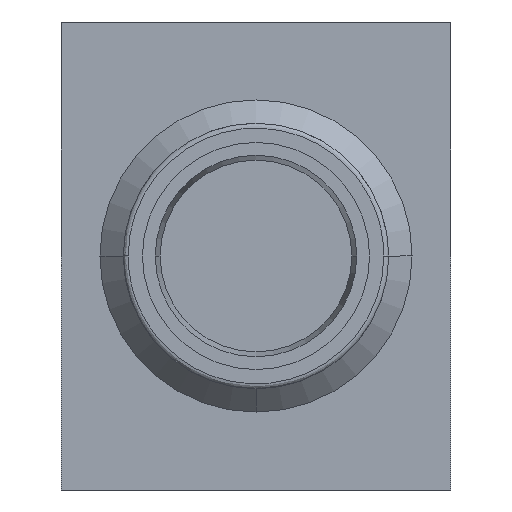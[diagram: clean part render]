
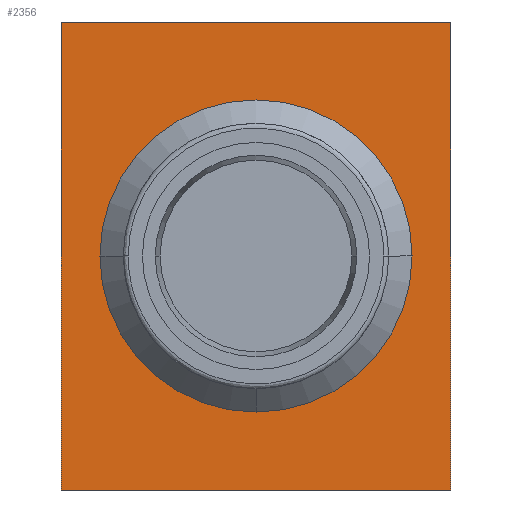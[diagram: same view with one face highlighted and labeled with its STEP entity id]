
A CAD part, left-side view. The second image highlights one B-rep face of the part: STEP entity #2356.
In plain terms, the highlighted planar face has unit normal (-1, 0, 0).
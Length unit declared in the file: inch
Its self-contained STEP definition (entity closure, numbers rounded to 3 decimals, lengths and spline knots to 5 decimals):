
#19 = EDGE_CURVE ( 'NONE', #909, #51, #3023, .T. ) ;
#21 = CARTESIAN_POINT ( 'NONE',  ( 47.60623, -29.68828, 0. ) ) ;
#51 = VERTEX_POINT ( 'NONE', #1082 ) ;
#233 = ORIENTED_EDGE ( 'NONE', *, *, #847, .T. ) ;
#252 = VERTEX_POINT ( 'NONE', #2291 ) ;
#295 = LINE ( 'NONE', #792, #1018 ) ;
#337 = VECTOR ( 'NONE', #2651, 39.37008 ) ;
#392 = EDGE_CURVE ( 'NONE', #252, #909, #1670, .T. ) ;
#433 = CARTESIAN_POINT ( 'NONE',  ( 47.60623, 0., 0. ) ) ;
#488 = DIRECTION ( 'NONE',  ( 0., 0., -1. ) ) ;
#738 = DIRECTION ( 'NONE',  ( 0., 1., 0. ) ) ;
#792 = CARTESIAN_POINT ( 'NONE',  ( 47.60623, 0., -0.1874 ) ) ;
#847 = EDGE_CURVE ( 'NONE', #1977, #252, #295, .T. ) ;
#877 = EDGE_LOOP ( 'NONE', ( #1708, #233, #2107, #2087 ) ) ;
#909 = VERTEX_POINT ( 'NONE', #1239 ) ;
#952 = CARTESIAN_POINT ( 'NONE',  ( 47.60623, -29.53238, -0.1874 ) ) ;
#961 = CARTESIAN_POINT ( 'NONE',  ( 47.60623, -29.79458, 0. ) ) ;
#968 = AXIS2_PLACEMENT_3D ( 'NONE', #433, #1391, #1141 ) ;
#980 = VERTEX_POINT ( 'NONE', #1079 ) ;
#1018 = VECTOR ( 'NONE', #2211, 39.37008 ) ;
#1079 = CARTESIAN_POINT ( 'NONE',  ( 47.60623, -29.58198, 0. ) ) ;
#1082 = CARTESIAN_POINT ( 'NONE',  ( 47.60623, -29.53238, 0.1874 ) ) ;
#1141 = DIRECTION ( 'NONE',  ( 0., -1., 0. ) ) ;
#1178 = FACE_BOUND ( 'NONE', #3108, .T. ) ;
#1232 = EDGE_CURVE ( 'NONE', #51, #1977, #1277, .T. ) ;
#1239 = CARTESIAN_POINT ( 'NONE',  ( 47.60623, -29.84419, 0.1874 ) ) ;
#1277 = LINE ( 'NONE', #2691, #1530 ) ;
#1342 = CARTESIAN_POINT ( 'NONE',  ( 47.60623, -29.68828, 0. ) ) ;
#1354 = DIRECTION ( 'NONE',  ( 0., 1., 0. ) ) ;
#1391 = DIRECTION ( 'NONE',  ( -1., 0., 0. ) ) ;
#1482 = DIRECTION ( 'NONE',  ( 1., 0., 0. ) ) ;
#1530 = VECTOR ( 'NONE', #488, 39.37008 ) ;
#1624 = DIRECTION ( 'NONE',  ( 1., 0., 0. ) ) ;
#1668 = VERTEX_POINT ( 'NONE', #961 ) ;
#1670 = LINE ( 'NONE', #1911, #337 ) ;
#1708 = ORIENTED_EDGE ( 'NONE', *, *, #1232, .T. ) ;
#1836 = CIRCLE ( 'NONE', #2044, 0.1063 ) ;
#1911 = CARTESIAN_POINT ( 'NONE',  ( 47.60623, -29.84419, 0. ) ) ;
#1930 = VECTOR ( 'NONE', #1354, 39.37008 ) ;
#1951 = EDGE_CURVE ( 'NONE', #980, #1668, #2045, .T. ) ;
#1977 = VERTEX_POINT ( 'NONE', #952 ) ;
#2044 = AXIS2_PLACEMENT_3D ( 'NONE', #21, #1482, #738 ) ;
#2045 = CIRCLE ( 'NONE', #3140, 0.1063 ) ;
#2071 = ORIENTED_EDGE ( 'NONE', *, *, #2754, .T. ) ;
#2087 = ORIENTED_EDGE ( 'NONE', *, *, #19, .T. ) ;
#2096 = ORIENTED_EDGE ( 'NONE', *, *, #1951, .T. ) ;
#2107 = ORIENTED_EDGE ( 'NONE', *, *, #392, .T. ) ;
#2157 = PLANE ( 'NONE',  #968 ) ;
#2211 = DIRECTION ( 'NONE',  ( 0., -1., 0. ) ) ;
#2291 = CARTESIAN_POINT ( 'NONE',  ( 47.60623, -29.84419, -0.1874 ) ) ;
#2298 = CARTESIAN_POINT ( 'NONE',  ( 47.60623, 0., 0.1874 ) ) ;
#2313 = DIRECTION ( 'NONE',  ( 0., 1., 0. ) ) ;
#2356 = ADVANCED_FACE ( 'NONE', ( #2637, #1178 ), #2157, .T. ) ;
#2637 = FACE_OUTER_BOUND ( 'NONE', #877, .T. ) ;
#2651 = DIRECTION ( 'NONE',  ( 0., 0., 1. ) ) ;
#2691 = CARTESIAN_POINT ( 'NONE',  ( 47.60623, -29.53238, 0. ) ) ;
#2754 = EDGE_CURVE ( 'NONE', #1668, #980, #1836, .T. ) ;
#3023 = LINE ( 'NONE', #2298, #1930 ) ;
#3108 = EDGE_LOOP ( 'NONE', ( #2096, #2071 ) ) ;
#3140 = AXIS2_PLACEMENT_3D ( 'NONE', #1342, #1624, #2313 ) ;
